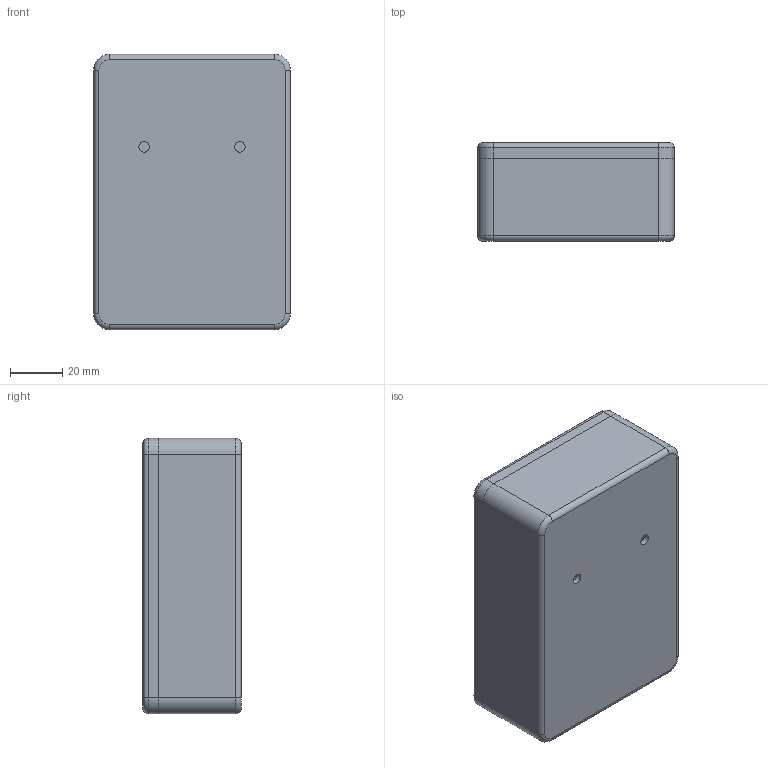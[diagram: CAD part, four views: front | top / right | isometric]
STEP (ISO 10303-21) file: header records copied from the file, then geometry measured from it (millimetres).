
FILE_DESCRIPTION(/* description */ (''),/* implementation_level */ '2;1');
FILE_NAME(/* name */ 'Fablock Case v22.step',/* time_stamp */ '2023-03-03T00:51:59+01:00',/* author */ (''),/* organization */ (''),/* preprocessor_version */ 'ST-DEVELOPER v19.2',/* originating_system */ 'Autodesk Translation Framework v11.17.0.187',/* authorisation */ '');
FILE_SCHEMA (('AUTOMOTIVE_DESIGN { 1 0 10303 214 3 1 1 }'));
Length unit declared in the file: millimetre
Products named in the file (4): Fablock Case; boden; deckelinnen; deckel
Assembly tree (3 placements, depth 2):
  Fablock Case
    boden
    deckelinnen
    deckel
Bounding box: 75 x 37.5 x 105 mm (x, y, z)
Volume: 87787.6 mm3; surface area: 68442.2 mm2
Topology: 3 solids, 3 shells, 281 faces, 665 edges, 396 vertices
Faces by surface type: plane 150, cylinder 78, bspline 29, cone 12, torus 12
Full cylindrical faces by diameter (mm): 2.9 x8, 3.67 x4, 4.015 x2, 6 x4
Entity records: 9847 total; most frequent: CARTESIAN_POINT 3379, ORIENTED_EDGE 1330, DIRECTION 1281, EDGE_CURVE 665, LINE 435, VECTOR 435, AXIS2_PLACEMENT_3D 423, VERTEX_POINT 396
